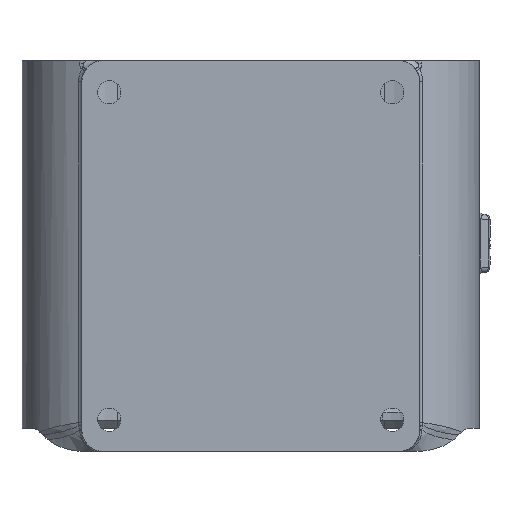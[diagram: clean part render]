
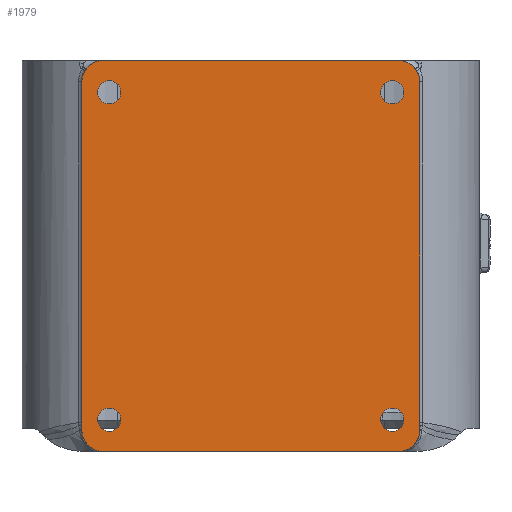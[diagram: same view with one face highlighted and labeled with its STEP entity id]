
A CAD part, front view. The second image highlights one B-rep face of the part: STEP entity #1979.
In plain terms, the highlighted planar face has unit normal (0, -1, 0).
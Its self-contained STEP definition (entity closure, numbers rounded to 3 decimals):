
#36 = VERTEX_POINT ( 'NONE', #7716 ) ;
#48 = LINE ( 'NONE', #2038, #1463 ) ;
#58 = DIRECTION ( 'NONE',  ( 0., 0., 1. ) ) ;
#66 = VERTEX_POINT ( 'NONE', #1120 ) ;
#106 = CARTESIAN_POINT ( 'NONE',  ( -14., 0., -18.5 ) ) ;
#133 = EDGE_LOOP ( 'NONE', ( #5858, #256 ) ) ;
#248 = CARTESIAN_POINT ( 'NONE',  ( -13.405, 0., -15.5 ) ) ;
#253 = EDGE_CURVE ( 'NONE', #6706, #1443, #6947, .T. ) ;
#256 = ORIENTED_EDGE ( 'NONE', *, *, #7217, .T. ) ;
#278 = DIRECTION ( 'NONE',  ( 0., -1., 0. ) ) ;
#313 = AXIS2_PLACEMENT_3D ( 'NONE', #1436, #5613, #2043 ) ;
#400 = DIRECTION ( 'NONE',  ( 1., 0., 0. ) ) ;
#476 = CIRCLE ( 'NONE', #3797, 1.1 ) ;
#492 = FACE_OUTER_BOUND ( 'NONE', #3257, .T. ) ;
#522 = DIRECTION ( 'NONE',  ( 0., 0., 1. ) ) ;
#578 = AXIS2_PLACEMENT_3D ( 'NONE', #2422, #6586, #3024 ) ;
#587 = CARTESIAN_POINT ( 'NONE',  ( -13.405, 0., -16.6 ) ) ;
#611 = EDGE_CURVE ( 'NONE', #3199, #6460, #6677, .T. ) ;
#614 = DIRECTION ( 'NONE',  ( 0., -1., 0. ) ) ;
#622 = VECTOR ( 'NONE', #6376, 1000. ) ;
#720 = ORIENTED_EDGE ( 'NONE', *, *, #3129, .T. ) ;
#866 = DIRECTION ( 'NONE',  ( 0., 0., 1. ) ) ;
#894 = CIRCLE ( 'NONE', #4975, 1.1 ) ;
#956 = CIRCLE ( 'NONE', #5681, 1.1 ) ;
#1030 = EDGE_CURVE ( 'NONE', #1567, #6106, #6192, .T. ) ;
#1035 = LINE ( 'NONE', #4551, #7188 ) ;
#1111 = CARTESIAN_POINT ( 'NONE',  ( 0., 0., 0. ) ) ;
#1120 = CARTESIAN_POINT ( 'NONE',  ( 13.405, 0., -16.6 ) ) ;
#1127 = EDGE_CURVE ( 'NONE', #1443, #6706, #5635, .T. ) ;
#1184 = CARTESIAN_POINT ( 'NONE',  ( -14., 0., 18.5 ) ) ;
#1194 = VERTEX_POINT ( 'NONE', #106 ) ;
#1228 = DIRECTION ( 'NONE',  ( 0., 1., 0. ) ) ;
#1243 = AXIS2_PLACEMENT_3D ( 'NONE', #3860, #278, #4456 ) ;
#1330 = DIRECTION ( 'NONE',  ( 0., -1., 0. ) ) ;
#1331 = CIRCLE ( 'NONE', #4112, 2. ) ;
#1333 = ORIENTED_EDGE ( 'NONE', *, *, #5908, .F. ) ;
#1342 = EDGE_CURVE ( 'NONE', #3199, #2912, #3859, .T. ) ;
#1413 = DIRECTION ( 'NONE',  ( 0., 0., 1. ) ) ;
#1424 = CARTESIAN_POINT ( 'NONE',  ( 14., 0., 18.5 ) ) ;
#1436 = CARTESIAN_POINT ( 'NONE',  ( 13.405, 0., -15.5 ) ) ;
#1438 = DIRECTION ( 'NONE',  ( 0., -1., 0. ) ) ;
#1443 = VERTEX_POINT ( 'NONE', #4497 ) ;
#1463 = VECTOR ( 'NONE', #5608, 1000. ) ;
#1479 = ORIENTED_EDGE ( 'NONE', *, *, #4274, .F. ) ;
#1506 = ORIENTED_EDGE ( 'NONE', *, *, #7647, .T. ) ;
#1565 = CARTESIAN_POINT ( 'NONE',  ( -13.405, 0., 14.4 ) ) ;
#1567 = VERTEX_POINT ( 'NONE', #6990 ) ;
#1701 = DIRECTION ( 'NONE',  ( 0., -1., 0. ) ) ;
#1728 = VECTOR ( 'NONE', #3355, 1000. ) ;
#1786 = CIRCLE ( 'NONE', #4195, 2. ) ;
#1896 = FACE_BOUND ( 'NONE', #133, .T. ) ;
#1979 = ADVANCED_FACE ( 'NONE', ( #492, #3851, #5075, #3484, #1896 ), #4684, .T. ) ;
#2038 = CARTESIAN_POINT ( 'NONE',  ( -16., 0., -18.5 ) ) ;
#2043 = DIRECTION ( 'NONE',  ( 0., 0., 1. ) ) ;
#2091 = EDGE_CURVE ( 'NONE', #6113, #4182, #1331, .T. ) ;
#2100 = AXIS2_PLACEMENT_3D ( 'NONE', #1111, #1701, #5870 ) ;
#2183 = CARTESIAN_POINT ( 'NONE',  ( -13.405, 0., 15.5 ) ) ;
#2422 = CARTESIAN_POINT ( 'NONE',  ( -13.405, 0., 15.5 ) ) ;
#2517 = VERTEX_POINT ( 'NONE', #7618 ) ;
#2787 = DIRECTION ( 'NONE',  ( 0., 0., 1. ) ) ;
#2823 = ORIENTED_EDGE ( 'NONE', *, *, #6961, .F. ) ;
#2828 = CARTESIAN_POINT ( 'NONE',  ( -16., 0., 18.5 ) ) ;
#2840 = EDGE_CURVE ( 'NONE', #36, #1194, #1786, .T. ) ;
#2912 = VERTEX_POINT ( 'NONE', #1424 ) ;
#2948 = CARTESIAN_POINT ( 'NONE',  ( 13.405, 0., -14.4 ) ) ;
#3024 = DIRECTION ( 'NONE',  ( 0., 0., 1. ) ) ;
#3129 = EDGE_CURVE ( 'NONE', #5644, #66, #476, .T. ) ;
#3199 = VERTEX_POINT ( 'NONE', #7268 ) ;
#3257 = EDGE_LOOP ( 'NONE', ( #4297, #1479, #6798, #2823, #4526, #1333, #5570, #3512 ) ) ;
#3355 = DIRECTION ( 'NONE',  ( 0., 0., -1. ) ) ;
#3417 = EDGE_CURVE ( 'NONE', #4545, #5279, #956, .T. ) ;
#3484 = FACE_BOUND ( 'NONE', #5609, .T. ) ;
#3512 = ORIENTED_EDGE ( 'NONE', *, *, #611, .F. ) ;
#3544 = EDGE_LOOP ( 'NONE', ( #720, #1506 ) ) ;
#3650 = DIRECTION ( 'NONE',  ( 0., 1., 0. ) ) ;
#3797 = AXIS2_PLACEMENT_3D ( 'NONE', #7218, #3650, #58 ) ;
#3834 = CIRCLE ( 'NONE', #313, 1.1 ) ;
#3851 = FACE_BOUND ( 'NONE', #3544, .T. ) ;
#3859 = CIRCLE ( 'NONE', #7396, 2. ) ;
#3860 = CARTESIAN_POINT ( 'NONE',  ( 14., 0., -16.5 ) ) ;
#3908 = AXIS2_PLACEMENT_3D ( 'NONE', #4802, #1228, #5397 ) ;
#3968 = LINE ( 'NONE', #2828, #622 ) ;
#4099 = DIRECTION ( 'NONE',  ( 0., 1., 0. ) ) ;
#4112 = AXIS2_PLACEMENT_3D ( 'NONE', #4183, #614, #4791 ) ;
#4182 = VERTEX_POINT ( 'NONE', #4977 ) ;
#4183 = CARTESIAN_POINT ( 'NONE',  ( -14., 0., 16.5 ) ) ;
#4195 = AXIS2_PLACEMENT_3D ( 'NONE', #4909, #1330, #5502 ) ;
#4274 = EDGE_CURVE ( 'NONE', #6113, #2912, #1035, .T. ) ;
#4297 = ORIENTED_EDGE ( 'NONE', *, *, #1342, .T. ) ;
#4378 = CIRCLE ( 'NONE', #1243, 2. ) ;
#4421 = DIRECTION ( 'NONE',  ( 0., 1., 0. ) ) ;
#4456 = DIRECTION ( 'NONE',  ( 0., 0., -1. ) ) ;
#4497 = CARTESIAN_POINT ( 'NONE',  ( 13.405, 0., 16.6 ) ) ;
#4526 = ORIENTED_EDGE ( 'NONE', *, *, #2840, .T. ) ;
#4545 = VERTEX_POINT ( 'NONE', #1565 ) ;
#4551 = CARTESIAN_POINT ( 'NONE',  ( -16., 0., 18.5 ) ) ;
#4571 = CARTESIAN_POINT ( 'NONE',  ( 16., 0., 18.5 ) ) ;
#4684 = PLANE ( 'NONE',  #2100 ) ;
#4716 = AXIS2_PLACEMENT_3D ( 'NONE', #7664, #4099, #522 ) ;
#4791 = DIRECTION ( 'NONE',  ( 0., 0., -1. ) ) ;
#4802 = CARTESIAN_POINT ( 'NONE',  ( 13.405, 0., 15.5 ) ) ;
#4890 = EDGE_CURVE ( 'NONE', #2517, #6460, #4378, .T. ) ;
#4909 = CARTESIAN_POINT ( 'NONE',  ( -14., 0., -16.5 ) ) ;
#4936 = CARTESIAN_POINT ( 'NONE',  ( -13.405, 0., 16.6 ) ) ;
#4975 = AXIS2_PLACEMENT_3D ( 'NONE', #248, #4421, #866 ) ;
#4977 = CARTESIAN_POINT ( 'NONE',  ( -16., 0., 16.5 ) ) ;
#5002 = CARTESIAN_POINT ( 'NONE',  ( 13.405, 0., 15.5 ) ) ;
#5033 = ORIENTED_EDGE ( 'NONE', *, *, #1127, .T. ) ;
#5034 = CARTESIAN_POINT ( 'NONE',  ( 14., 0., 16.5 ) ) ;
#5075 = FACE_BOUND ( 'NONE', #6009, .T. ) ;
#5279 = VERTEX_POINT ( 'NONE', #4936 ) ;
#5364 = AXIS2_PLACEMENT_3D ( 'NONE', #5002, #6182, #1413 ) ;
#5397 = DIRECTION ( 'NONE',  ( 0., 0., 1. ) ) ;
#5502 = DIRECTION ( 'NONE',  ( 0., 0., -1. ) ) ;
#5570 = ORIENTED_EDGE ( 'NONE', *, *, #4890, .T. ) ;
#5608 = DIRECTION ( 'NONE',  ( -1., 0., 0. ) ) ;
#5609 = EDGE_LOOP ( 'NONE', ( #6380, #6716 ) ) ;
#5613 = DIRECTION ( 'NONE',  ( 0., 1., 0. ) ) ;
#5617 = DIRECTION ( 'NONE',  ( 0., 0., -1. ) ) ;
#5635 = CIRCLE ( 'NONE', #3908, 1.1 ) ;
#5644 = VERTEX_POINT ( 'NONE', #2948 ) ;
#5681 = AXIS2_PLACEMENT_3D ( 'NONE', #2183, #6338, #2787 ) ;
#5858 = ORIENTED_EDGE ( 'NONE', *, *, #1030, .T. ) ;
#5870 = DIRECTION ( 'NONE',  ( 0., 0., -1. ) ) ;
#5908 = EDGE_CURVE ( 'NONE', #2517, #1194, #48, .T. ) ;
#6009 = EDGE_LOOP ( 'NONE', ( #5033, #6150 ) ) ;
#6100 = CIRCLE ( 'NONE', #578, 1.1 ) ;
#6106 = VERTEX_POINT ( 'NONE', #587 ) ;
#6113 = VERTEX_POINT ( 'NONE', #1184 ) ;
#6150 = ORIENTED_EDGE ( 'NONE', *, *, #253, .T. ) ;
#6182 = DIRECTION ( 'NONE',  ( 0., 1., 0. ) ) ;
#6192 = CIRCLE ( 'NONE', #4716, 1.1 ) ;
#6338 = DIRECTION ( 'NONE',  ( 0., 1., 0. ) ) ;
#6376 = DIRECTION ( 'NONE',  ( 0., 0., 1. ) ) ;
#6380 = ORIENTED_EDGE ( 'NONE', *, *, #7479, .T. ) ;
#6460 = VERTEX_POINT ( 'NONE', #7526 ) ;
#6482 = CARTESIAN_POINT ( 'NONE',  ( 13.405, 0., 14.4 ) ) ;
#6586 = DIRECTION ( 'NONE',  ( 0., 1., 0. ) ) ;
#6677 = LINE ( 'NONE', #4571, #1728 ) ;
#6706 = VERTEX_POINT ( 'NONE', #6482 ) ;
#6716 = ORIENTED_EDGE ( 'NONE', *, *, #3417, .T. ) ;
#6798 = ORIENTED_EDGE ( 'NONE', *, *, #2091, .T. ) ;
#6947 = CIRCLE ( 'NONE', #5364, 1.1 ) ;
#6961 = EDGE_CURVE ( 'NONE', #36, #4182, #3968, .T. ) ;
#6990 = CARTESIAN_POINT ( 'NONE',  ( -13.405, 0., -14.4 ) ) ;
#7188 = VECTOR ( 'NONE', #400, 1000. ) ;
#7217 = EDGE_CURVE ( 'NONE', #6106, #1567, #894, .T. ) ;
#7218 = CARTESIAN_POINT ( 'NONE',  ( 13.405, 0., -15.5 ) ) ;
#7268 = CARTESIAN_POINT ( 'NONE',  ( 16., 0., 16.5 ) ) ;
#7396 = AXIS2_PLACEMENT_3D ( 'NONE', #5034, #1438, #5617 ) ;
#7479 = EDGE_CURVE ( 'NONE', #5279, #4545, #6100, .T. ) ;
#7526 = CARTESIAN_POINT ( 'NONE',  ( 16., 0., -16.5 ) ) ;
#7618 = CARTESIAN_POINT ( 'NONE',  ( 14., 0., -18.5 ) ) ;
#7647 = EDGE_CURVE ( 'NONE', #66, #5644, #3834, .T. ) ;
#7664 = CARTESIAN_POINT ( 'NONE',  ( -13.405, 0., -15.5 ) ) ;
#7716 = CARTESIAN_POINT ( 'NONE',  ( -16., 0., -16.5 ) ) ;
